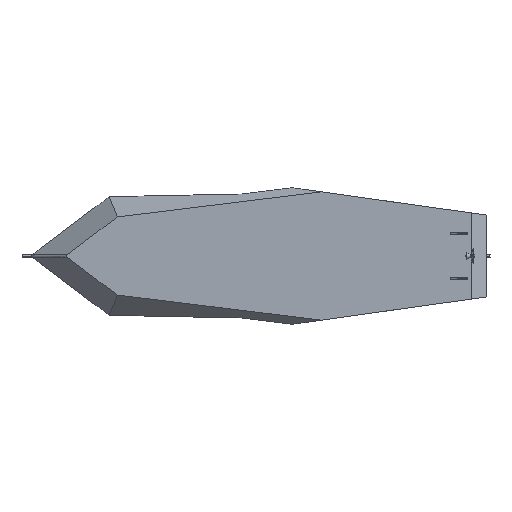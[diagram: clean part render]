
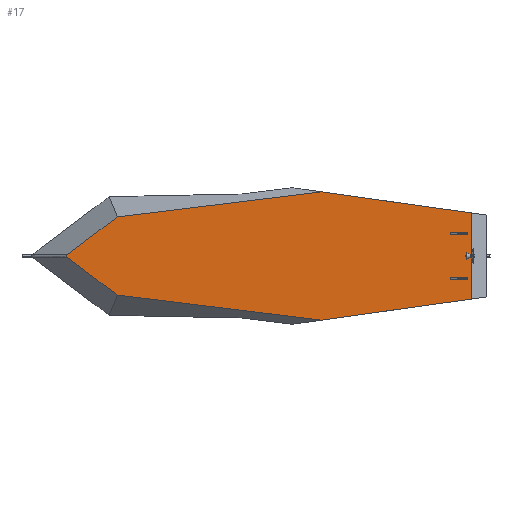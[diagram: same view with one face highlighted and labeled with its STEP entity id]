
A CAD part, front view. The second image highlights one B-rep face of the part: STEP entity #17.
In plain terms, the highlighted free-form (B-spline) face has degree [1, 1] with [2, 2] control points.
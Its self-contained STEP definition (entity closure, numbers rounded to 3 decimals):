
#17 = ADVANCED_FACE('',(#18,#83,#105,#135),#165,.T.);
#18 = FACE_BOUND('',#19,.F.);
#19 = EDGE_LOOP('',(#20,#36,#43,#50,#57,#64,#71,#78));
#20 = ORIENTED_EDGE('',*,*,#21,.F.);
#21 = EDGE_CURVE('',#22,#24,#26,.T.);
#22 = VERTEX_POINT('',#23);
#23 = CARTESIAN_POINT('',(-669.469,0.,410.908));
#24 = VERTEX_POINT('',#25);
#25 = CARTESIAN_POINT('',(-669.469,0.,398.467));
#26 = B_SPLINE_CURVE_WITH_KNOTS('',3,(#27,#28,#29,#30,#31,#32,#33,#34,
    #35),.UNSPECIFIED.,.F.,.F.,(4,1,1,1,1,1,4),(0.,0.125,0.25,0.5,0.75,
    0.875,1.),.UNSPECIFIED.);
#27 = CARTESIAN_POINT('',(-669.469,0.,410.908));
#28 = CARTESIAN_POINT('',(-670.157,0.,410.39));
#29 = CARTESIAN_POINT('',(-671.219,0.,409.353));
#30 = CARTESIAN_POINT('',(-672.574,0.,407.279));
#31 = CARTESIAN_POINT('',(-673.169,0.,404.688));
#32 = CARTESIAN_POINT('',(-672.574,0.,402.096));
#33 = CARTESIAN_POINT('',(-671.219,0.,400.022));
#34 = CARTESIAN_POINT('',(-670.157,0.,398.986));
#35 = CARTESIAN_POINT('',(-669.469,0.,398.467));
#36 = ORIENTED_EDGE('',*,*,#37,.T.);
#37 = EDGE_CURVE('',#22,#38,#40,.T.);
#38 = VERTEX_POINT('',#39);
#39 = CARTESIAN_POINT('',(-449.678,0.,
    576.502));
#40 = B_SPLINE_CURVE_WITH_KNOTS('',1,(#41,#42),.UNSPECIFIED.,.F.,.F.,(2,
    2),(0.,306.002),.PIECEWISE_BEZIER_KNOTS.);
#41 = CARTESIAN_POINT('',(-669.469,0.,410.908));
#42 = CARTESIAN_POINT('',(-449.678,0.,576.502));
#43 = ORIENTED_EDGE('',*,*,#44,.F.);
#44 = EDGE_CURVE('',#45,#38,#47,.T.);
#45 = VERTEX_POINT('',#46);
#46 = CARTESIAN_POINT('',(449.137,0.,
    686.785));
#47 = B_SPLINE_CURVE_WITH_KNOTS('',1,(#48,#49),.UNSPECIFIED.,.F.,.F.,(2,
    2),(0.,1006.95),.PIECEWISE_BEZIER_KNOTS.);
#48 = CARTESIAN_POINT('',(449.137,0.,
    686.785));
#49 = CARTESIAN_POINT('',(-449.678,0.,
    576.502));
#50 = ORIENTED_EDGE('',*,*,#51,.F.);
#51 = EDGE_CURVE('',#52,#45,#54,.T.);
#52 = VERTEX_POINT('',#53);
#53 = CARTESIAN_POINT('',(1106.146,0.,594.39));
#54 = B_SPLINE_CURVE_WITH_KNOTS('',1,(#55,#56),.UNSPECIFIED.,.F.,.F.,(2,
    2),(0.,737.762),.PIECEWISE_BEZIER_KNOTS.);
#55 = CARTESIAN_POINT('',(1106.146,0.,594.39));
#56 = CARTESIAN_POINT('',(449.137,0.,686.785));
#57 = ORIENTED_EDGE('',*,*,#58,.F.);
#58 = EDGE_CURVE('',#59,#52,#61,.T.);
#59 = VERTEX_POINT('',#60);
#60 = CARTESIAN_POINT('',(1106.146,0.,214.985));
#61 = B_SPLINE_CURVE_WITH_KNOTS('',1,(#62,#63),.UNSPECIFIED.,.F.,.F.,(2,
    2),(0.,421.887),.PIECEWISE_BEZIER_KNOTS.);
#62 = CARTESIAN_POINT('',(1106.146,0.,214.985));
#63 = CARTESIAN_POINT('',(1106.146,0.,594.39));
#64 = ORIENTED_EDGE('',*,*,#65,.T.);
#65 = EDGE_CURVE('',#59,#66,#68,.T.);
#66 = VERTEX_POINT('',#67);
#67 = CARTESIAN_POINT('',(449.137,0.,122.591));
#68 = B_SPLINE_CURVE_WITH_KNOTS('',1,(#69,#70),.UNSPECIFIED.,.F.,.F.,(2,
    2),(0.,737.762),.PIECEWISE_BEZIER_KNOTS.);
#69 = CARTESIAN_POINT('',(1106.146,0.,214.985));
#70 = CARTESIAN_POINT('',(449.137,0.,122.591));
#71 = ORIENTED_EDGE('',*,*,#72,.F.);
#72 = EDGE_CURVE('',#73,#66,#75,.T.);
#73 = VERTEX_POINT('',#74);
#74 = CARTESIAN_POINT('',(-449.678,0.,232.873));
#75 = B_SPLINE_CURVE_WITH_KNOTS('',1,(#76,#77),.UNSPECIFIED.,.F.,.F.,(2,
    2),(0.,1006.95),.PIECEWISE_BEZIER_KNOTS.);
#76 = CARTESIAN_POINT('',(-449.678,0.,232.873));
#77 = CARTESIAN_POINT('',(449.137,0.,122.591));
#78 = ORIENTED_EDGE('',*,*,#79,.F.);
#79 = EDGE_CURVE('',#24,#73,#80,.T.);
#80 = B_SPLINE_CURVE_WITH_KNOTS('',1,(#81,#82),.UNSPECIFIED.,.F.,.F.,(2,
    2),(0.,306.002),.PIECEWISE_BEZIER_KNOTS.);
#81 = CARTESIAN_POINT('',(-669.469,0.,
    398.467));
#82 = CARTESIAN_POINT('',(-449.678,0.,
    232.873));
#83 = FACE_BOUND('',#84,.F.);
#84 = EDGE_LOOP('',(#85,#97));
#85 = ORIENTED_EDGE('',*,*,#86,.F.);
#86 = EDGE_CURVE('',#87,#89,#91,.T.);
#87 = VERTEX_POINT('',#88);
#88 = CARTESIAN_POINT('',(1101.52,0.,404.688));
#89 = VERTEX_POINT('',#90);
#90 = CARTESIAN_POINT('',(1083.533,0.,404.688));
#91 = ( BOUNDED_CURVE() B_SPLINE_CURVE(2,(#92,#93,#94,#95,#96),
.UNSPECIFIED.,.F.,.F.) B_SPLINE_CURVE_WITH_KNOTS((3,2,3),(0.,
1.571,3.142),.PIECEWISE_BEZIER_KNOTS.) CURVE() 
GEOMETRIC_REPRESENTATION_ITEM() RATIONAL_B_SPLINE_CURVE((1.,
0.707,1.,0.707,1.)) REPRESENTATION_ITEM('') );
#92 = CARTESIAN_POINT('',(1101.52,0.,404.688));
#93 = CARTESIAN_POINT('',(1101.52,0.,395.695));
#94 = CARTESIAN_POINT('',(1092.527,0.,395.695));
#95 = CARTESIAN_POINT('',(1083.533,0.,395.695));
#96 = CARTESIAN_POINT('',(1083.533,0.,404.688));
#97 = ORIENTED_EDGE('',*,*,#98,.F.);
#98 = EDGE_CURVE('',#89,#87,#99,.T.);
#99 = ( BOUNDED_CURVE() B_SPLINE_CURVE(2,(#100,#101,#102,#103,#104),
.UNSPECIFIED.,.F.,.F.) B_SPLINE_CURVE_WITH_KNOTS((3,2,3),(0.,
1.571,3.142),.PIECEWISE_BEZIER_KNOTS.) CURVE() 
GEOMETRIC_REPRESENTATION_ITEM() RATIONAL_B_SPLINE_CURVE((1.,
0.707,1.,0.707,1.)) REPRESENTATION_ITEM('') );
#100 = CARTESIAN_POINT('',(1083.533,0.,404.688));
#101 = CARTESIAN_POINT('',(1083.533,0.,413.681));
#102 = CARTESIAN_POINT('',(1092.527,0.,413.681));
#103 = CARTESIAN_POINT('',(1101.52,0.,413.681));
#104 = CARTESIAN_POINT('',(1101.52,0.,404.688));
#105 = FACE_BOUND('',#106,.F.);
#106 = EDGE_LOOP('',(#107,#116,#123,#130));
#107 = ORIENTED_EDGE('',*,*,#108,.T.);
#108 = EDGE_CURVE('',#109,#111,#113,.T.);
#109 = VERTEX_POINT('',#110);
#110 = CARTESIAN_POINT('',(1016.387,0.,499.115));
#111 = VERTEX_POINT('',#112);
#112 = CARTESIAN_POINT('',(1091.3,0.,499.115));
#113 = B_SPLINE_CURVE_WITH_KNOTS('',1,(#114,#115),.UNSPECIFIED.,.F.,.F.,
  (2,2),(0.,83.301),.PIECEWISE_BEZIER_KNOTS.);
#114 = CARTESIAN_POINT('',(1016.387,0.,499.115));
#115 = CARTESIAN_POINT('',(1091.3,0.,499.115));
#116 = ORIENTED_EDGE('',*,*,#117,.T.);
#117 = EDGE_CURVE('',#111,#118,#120,.T.);
#118 = VERTEX_POINT('',#119);
#119 = CARTESIAN_POINT('',(1091.3,0.,508.108));
#120 = B_SPLINE_CURVE_WITH_KNOTS('',1,(#121,#122),.UNSPECIFIED.,.F.,.F.,
  (2,2),(0.,10.),.PIECEWISE_BEZIER_KNOTS.);
#121 = CARTESIAN_POINT('',(1091.3,0.,499.115));
#122 = CARTESIAN_POINT('',(1091.3,0.,508.108));
#123 = ORIENTED_EDGE('',*,*,#124,.F.);
#124 = EDGE_CURVE('',#125,#118,#127,.T.);
#125 = VERTEX_POINT('',#126);
#126 = CARTESIAN_POINT('',(1016.387,0.,508.108));
#127 = B_SPLINE_CURVE_WITH_KNOTS('',1,(#128,#129),.UNSPECIFIED.,.F.,.F.,
  (2,2),(0.,83.301),.PIECEWISE_BEZIER_KNOTS.);
#128 = CARTESIAN_POINT('',(1016.387,0.,508.108));
#129 = CARTESIAN_POINT('',(1091.3,0.,508.108));
#130 = ORIENTED_EDGE('',*,*,#131,.F.);
#131 = EDGE_CURVE('',#109,#125,#132,.T.);
#132 = B_SPLINE_CURVE_WITH_KNOTS('',1,(#133,#134),.UNSPECIFIED.,.F.,.F.,
  (2,2),(0.,10.),.PIECEWISE_BEZIER_KNOTS.);
#133 = CARTESIAN_POINT('',(1016.387,0.,499.115));
#134 = CARTESIAN_POINT('',(1016.387,0.,508.108));
#135 = FACE_BOUND('',#136,.F.);
#136 = EDGE_LOOP('',(#137,#146,#153,#160));
#137 = ORIENTED_EDGE('',*,*,#138,.F.);
#138 = EDGE_CURVE('',#139,#141,#143,.T.);
#139 = VERTEX_POINT('',#140);
#140 = CARTESIAN_POINT('',(1016.387,0.,310.261));
#141 = VERTEX_POINT('',#142);
#142 = CARTESIAN_POINT('',(1091.3,0.,310.261));
#143 = B_SPLINE_CURVE_WITH_KNOTS('',1,(#144,#145),.UNSPECIFIED.,.F.,.F.,
  (2,2),(0.,83.301),.PIECEWISE_BEZIER_KNOTS.);
#144 = CARTESIAN_POINT('',(1016.387,0.,310.261));
#145 = CARTESIAN_POINT('',(1091.3,0.,310.261));
#146 = ORIENTED_EDGE('',*,*,#147,.T.);
#147 = EDGE_CURVE('',#139,#148,#150,.T.);
#148 = VERTEX_POINT('',#149);
#149 = CARTESIAN_POINT('',(1016.387,0.,301.267));
#150 = B_SPLINE_CURVE_WITH_KNOTS('',1,(#151,#152),.UNSPECIFIED.,.F.,.F.,
  (2,2),(0.,10.),.PIECEWISE_BEZIER_KNOTS.);
#151 = CARTESIAN_POINT('',(1016.387,0.,310.261));
#152 = CARTESIAN_POINT('',(1016.387,0.,301.267));
#153 = ORIENTED_EDGE('',*,*,#154,.T.);
#154 = EDGE_CURVE('',#148,#155,#157,.T.);
#155 = VERTEX_POINT('',#156);
#156 = CARTESIAN_POINT('',(1091.3,0.,301.267));
#157 = B_SPLINE_CURVE_WITH_KNOTS('',1,(#158,#159),.UNSPECIFIED.,.F.,.F.,
  (2,2),(0.,83.301),.PIECEWISE_BEZIER_KNOTS.);
#158 = CARTESIAN_POINT('',(1016.387,0.,301.267));
#159 = CARTESIAN_POINT('',(1091.3,0.,301.267));
#160 = ORIENTED_EDGE('',*,*,#161,.F.);
#161 = EDGE_CURVE('',#141,#155,#162,.T.);
#162 = B_SPLINE_CURVE_WITH_KNOTS('',1,(#163,#164),.UNSPECIFIED.,.F.,.F.,
  (2,2),(0.,10.),.PIECEWISE_BEZIER_KNOTS.);
#163 = CARTESIAN_POINT('',(1091.3,0.,310.261));
#164 = CARTESIAN_POINT('',(1091.3,0.,301.267));
#165 = B_SPLINE_SURFACE_WITH_KNOTS('',1,1,(
    (#166,#167)
    ,(#168,#169
    )),.UNSPECIFIED.,.F.,.F.,.F.,(2,2),(2,2),(8.487,1987.03),
  (136.317,763.683),.PIECEWISE_BEZIER_KNOTS.);
#166 = CARTESIAN_POINT('',(-673.169,0.,122.591));
#167 = CARTESIAN_POINT('',(-673.169,0.,686.785));
#168 = CARTESIAN_POINT('',(1106.146,0.,122.591));
#169 = CARTESIAN_POINT('',(1106.146,0.,686.785));
